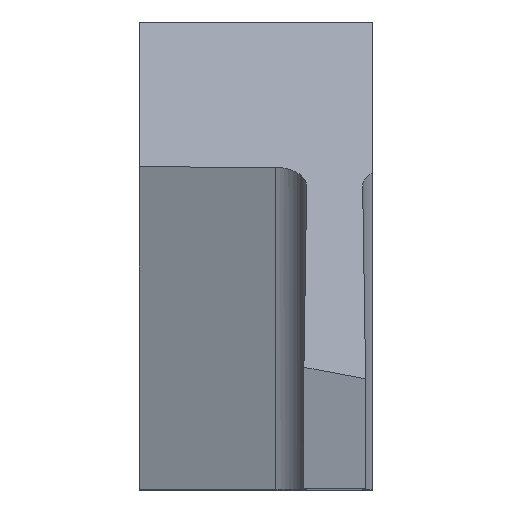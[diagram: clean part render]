
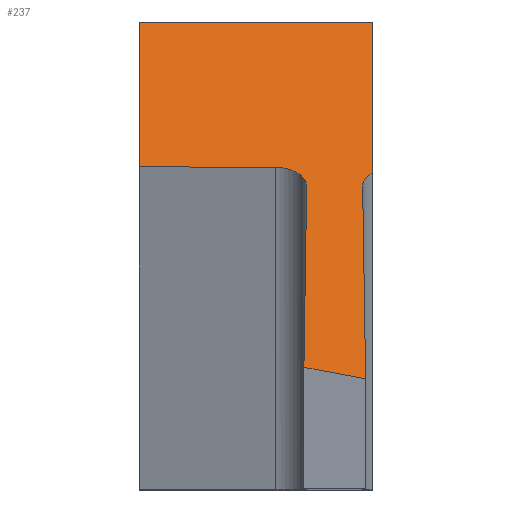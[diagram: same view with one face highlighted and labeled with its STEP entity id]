
A CAD part, top view. The second image highlights one B-rep face of the part: STEP entity #237.
In plain terms, the highlighted planar face has unit normal (0, 0.819, 0.574).
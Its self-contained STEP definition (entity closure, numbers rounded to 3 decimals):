
#4 = CARTESIAN_POINT ( 'NONE',  ( 2.109, -1.819, 7.828 ) ) ;
#8 =( BOUNDED_CURVE ( )  B_SPLINE_CURVE ( 3, ( #589, #130, #278, #489 ),
 .UNSPECIFIED., .F., .F. ) 
 B_SPLINE_CURVE_WITH_KNOTS ( ( 4, 4 ),
 ( 0.734, 1.58 ),
 .UNSPECIFIED. ) 
 CURVE ( )  GEOMETRIC_REPRESENTATION_ITEM ( )  RATIONAL_B_SPLINE_CURVE ( ( 1., 0.941, 0.941, 1. ) ) 
 REPRESENTATION_ITEM ( '' )  );
#15 = VECTOR ( 'NONE', #155, 1000. ) ;
#35 = CARTESIAN_POINT ( 'NONE',  ( 2.114, -1.44, 7.287 ) ) ;
#45 = VERTEX_POINT ( 'NONE', #272 ) ;
#50 = DIRECTION ( 'NONE',  ( 0., -0.819, -0.574 ) ) ;
#56 = ORIENTED_EDGE ( 'NONE', *, *, #211, .F. ) ;
#68 = CARTESIAN_POINT ( 'NONE',  ( 2.152, 1.028, 3.762 ) ) ;
#71 = VERTEX_POINT ( 'NONE', #336 ) ;
#73 = EDGE_CURVE ( 'NONE', #459, #137, #390, .T. ) ;
#75 = LINE ( 'NONE', #84, #236 ) ;
#84 = CARTESIAN_POINT ( 'NONE',  ( 0., -1.824, 7.835 ) ) ;
#98 = CARTESIAN_POINT ( 'NONE',  ( 3.045, 1.123, 3.626 ) ) ;
#105 = ORIENTED_EDGE ( 'NONE', *, *, #500, .F. ) ;
#106 = CARTESIAN_POINT ( 'NONE',  ( 3., -1.824, 7.835 ) ) ;
#115 = VECTOR ( 'NONE', #328, 1000. ) ;
#126 = CARTESIAN_POINT ( 'NONE',  ( 3.112, -1.627, 7.554 ) ) ;
#130 = CARTESIAN_POINT ( 'NONE',  ( 2.914, 1.022, 3.77 ) ) ;
#137 = VERTEX_POINT ( 'NONE', #437 ) ;
#141 = EDGE_CURVE ( 'NONE', #475, #531, #510, .T. ) ;
#147 = ORIENTED_EDGE ( 'NONE', *, *, #73, .F. ) ;
#155 = DIRECTION ( 'NONE',  ( 0.009, 0.574, -0.819 ) ) ;
#157 = AXIS2_PLACEMENT_3D ( 'NONE', #106, #50, #516 ) ;
#179 = VECTOR ( 'NONE', #407, 1000. ) ;
#196 = DIRECTION ( 'NONE',  ( -1., 0., 0. ) ) ;
#211 = EDGE_CURVE ( 'NONE', #469, #71, #508, .T. ) ;
#226 = VECTOR ( 'NONE', #323, 1000. ) ;
#232 = LINE ( 'NONE', #440, #226 ) ;
#236 = VECTOR ( 'NONE', #442, 1000. ) ;
#237 = ADVANCED_FACE ( 'NONE', ( #302 ), #250, .F. ) ;
#244 = CARTESIAN_POINT ( 'NONE',  ( 3., 3., 0.946 ) ) ;
#250 = PLANE ( 'NONE',  #157 ) ;
#263 = ORIENTED_EDGE ( 'NONE', *, *, #354, .F. ) ;
#269 = CARTESIAN_POINT ( 'NONE',  ( 0., 1.139, 3.604 ) ) ;
#272 = CARTESIAN_POINT ( 'NONE',  ( 0., 3., 0.946 ) ) ;
#278 = CARTESIAN_POINT ( 'NONE',  ( 2.867, 0.958, 3.862 ) ) ;
#281 = EDGE_CURVE ( 'NONE', #304, #45, #450, .T. ) ;
#284 = VERTEX_POINT ( 'NONE', #358 ) ;
#301 = ORIENTED_EDGE ( 'NONE', *, *, #141, .F. ) ;
#302 = FACE_OUTER_BOUND ( 'NONE', #346, .T. ) ;
#304 = VERTEX_POINT ( 'NONE', #575 ) ;
#313 = CARTESIAN_POINT ( 'NONE',  ( 2.15, 0.888, 3.962 ) ) ;
#323 = DIRECTION ( 'NONE',  ( 0., 0.574, -0.819 ) ) ;
#328 = DIRECTION ( 'NONE',  ( 0.009, -0.574, 0.819 ) ) ;
#336 = CARTESIAN_POINT ( 'NONE',  ( 2.15, 0.888, 3.962 ) ) ;
#346 = EDGE_LOOP ( 'NONE', ( #263, #56, #105, #147, #621, #370, #477, #446, #301 ) ) ;
#354 = EDGE_CURVE ( 'NONE', #71, #475, #506, .T. ) ;
#358 = CARTESIAN_POINT ( 'NONE',  ( 3., 1.069, 3.704 ) ) ;
#359 = CARTESIAN_POINT ( 'NONE',  ( 1.988, 1.129, 3.618 ) ) ;
#370 = ORIENTED_EDGE ( 'NONE', *, *, #465, .T. ) ;
#379 = CARTESIAN_POINT ( 'NONE',  ( 2.868, 0.889, 3.961 ) ) ;
#382 = EDGE_CURVE ( 'NONE', #531, #45, #75, .T. ) ;
#385 = CARTESIAN_POINT ( 'NONE',  ( 1.753, 1.13, 3.617 ) ) ;
#390 = LINE ( 'NONE', #392, #115 ) ;
#392 = CARTESIAN_POINT ( 'NONE',  ( 2.91, -1.824, 7.835 ) ) ;
#407 = DIRECTION ( 'NONE',  ( -1., 0.005, -0.007 ) ) ;
#419 = EDGE_CURVE ( 'NONE', #284, #459, #8, .T. ) ;
#437 = CARTESIAN_POINT ( 'NONE',  ( 2.906, -1.588, 7.499 ) ) ;
#440 = CARTESIAN_POINT ( 'NONE',  ( 3., -1.824, 7.835 ) ) ;
#442 = DIRECTION ( 'NONE',  ( 0., 0.574, -0.819 ) ) ;
#443 = VECTOR ( 'NONE', #196, 1000. ) ;
#444 = DIRECTION ( 'NONE',  ( -0.95, 0.178, -0.255 ) ) ;
#446 = ORIENTED_EDGE ( 'NONE', *, *, #382, .F. ) ;
#450 = LINE ( 'NONE', #244, #443 ) ;
#459 = VERTEX_POINT ( 'NONE', #379 ) ;
#465 = EDGE_CURVE ( 'NONE', #284, #304, #232, .T. ) ;
#469 = VERTEX_POINT ( 'NONE', #35 ) ;
#473 = CARTESIAN_POINT ( 'NONE',  ( 1.753, 1.13, 3.617 ) ) ;
#475 = VERTEX_POINT ( 'NONE', #385 ) ;
#477 = ORIENTED_EDGE ( 'NONE', *, *, #281, .T. ) ;
#489 = CARTESIAN_POINT ( 'NONE',  ( 2.868, 0.889, 3.961 ) ) ;
#500 = EDGE_CURVE ( 'NONE', #137, #469, #536, .T. ) ;
#506 =( BOUNDED_CURVE ( )  B_SPLINE_CURVE ( 3, ( #313, #68, #359, #473 ),
 .UNSPECIFIED., .F., .F. ) 
 B_SPLINE_CURVE_WITH_KNOTS ( ( 4, 4 ),
 ( 4.703, 6.275 ),
 .UNSPECIFIED. ) 
 CURVE ( )  GEOMETRIC_REPRESENTATION_ITEM ( )  RATIONAL_B_SPLINE_CURVE ( ( 1., 0.805, 0.805, 1. ) ) 
 REPRESENTATION_ITEM ( '' )  );
#508 = LINE ( 'NONE', #4, #15 ) ;
#510 = LINE ( 'NONE', #98, #179 ) ;
#516 = DIRECTION ( 'NONE',  ( 0., -0.574, 0.819 ) ) ;
#531 = VERTEX_POINT ( 'NONE', #269 ) ;
#536 = LINE ( 'NONE', #126, #562 ) ;
#562 = VECTOR ( 'NONE', #444, 1000. ) ;
#575 = CARTESIAN_POINT ( 'NONE',  ( 3., 3., 0.946 ) ) ;
#589 = CARTESIAN_POINT ( 'NONE',  ( 3., 1.069, 3.704 ) ) ;
#621 = ORIENTED_EDGE ( 'NONE', *, *, #419, .F. ) ;
